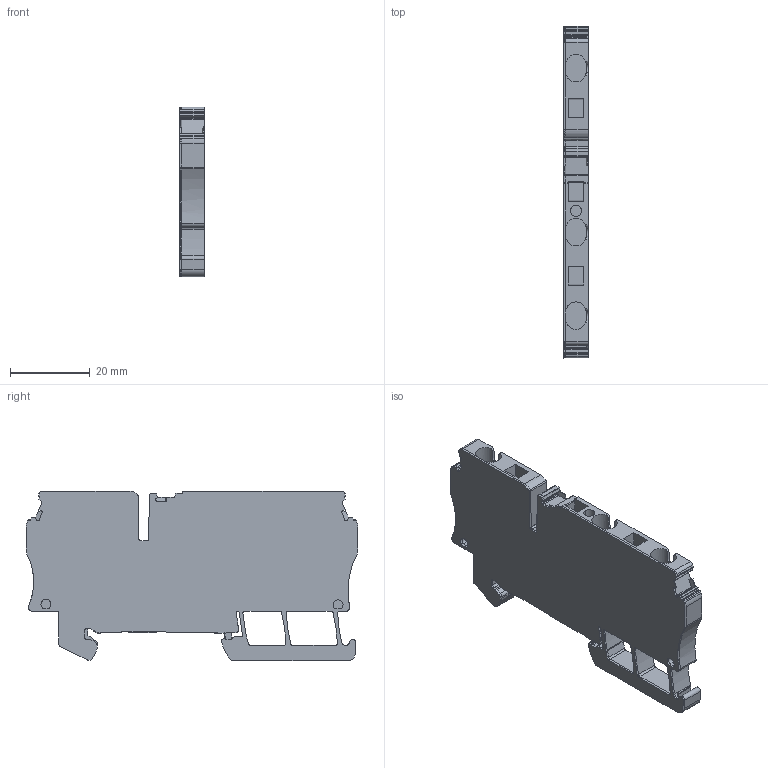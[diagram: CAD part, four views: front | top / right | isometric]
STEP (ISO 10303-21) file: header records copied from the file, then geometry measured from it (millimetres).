
FILE_DESCRIPTION(('CATIA V5R22 STEP214','CAx-IF Rec.Pracs.--- Model Styling and Organization---1.4--- 2014-01-23'),'2;1');
FILE_NAME ('031569-8_0', '2021-04-13T04:55:36+00:00', ('Weidmueller Interface'), ('Weidmueller'), 'CATIA Version 5-6 Release 2016 SP3 HF44', 'CATIA V5 STEP AP214', 'none');
FILE_SCHEMA(('AUTOMOTIVE_DESIGN { 1 0 10303 214 1 1 1 1 }'));
Length unit declared in the file: millimetre
Products named in the file (1): 28610_ZPE_4_3AN_TP1_AllCATPart
Bounding box: 6.1 x 83.35 x 42.6 mm (x, y, z)
Volume: 16357.4 mm3; surface area: 14296.2 mm2
Topology: 8 solids, 10 shells, 702 faces, 2002 edges, 1325 vertices
Faces by surface type: cylinder 309, plane 298, extrusion 86, torus 7, bspline 2
Entity records: 22645 total; most frequent: CARTESIAN_POINT 5947, ORIENTED_EDGE 4000, DIRECTION 2490, EDGE_CURVE 2000, VERTEX_POINT 1325, VECTOR 1279, LINE 1193, AXIS2_PLACEMENT_3D 861
